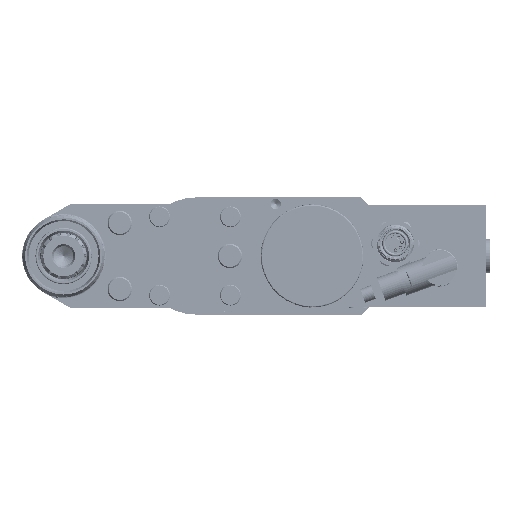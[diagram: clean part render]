
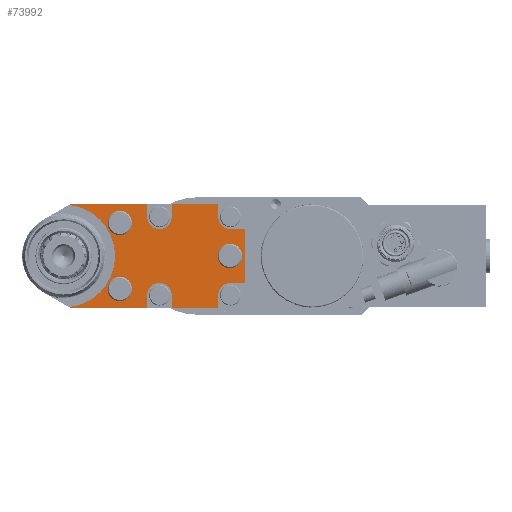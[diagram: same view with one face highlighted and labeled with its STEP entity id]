
A CAD part, left-side view. The second image highlights one B-rep face of the part: STEP entity #73992.
In plain terms, the highlighted planar face has unit normal (-1, 0, 0).
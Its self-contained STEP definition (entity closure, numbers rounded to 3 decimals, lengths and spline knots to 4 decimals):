
#835=FACE_BOUND('',#21321,.T.);
#836=FACE_BOUND('',#21322,.T.);
#837=FACE_BOUND('',#21323,.T.);
#1320=PLANE('',#78387);
#3719=LINE('',#106415,#9882);
#3982=LINE('',#107651,#10145);
#3986=LINE('',#107687,#10149);
#3987=LINE('',#107689,#10150);
#3988=LINE('',#107693,#10151);
#3989=LINE('',#107695,#10152);
#3990=LINE('',#107697,#10153);
#3991=LINE('',#107701,#10154);
#3992=LINE('',#107703,#10155);
#3993=LINE('',#107705,#10156);
#3994=LINE('',#107709,#10157);
#3995=LINE('',#107711,#10158);
#3996=LINE('',#107713,#10159);
#3997=LINE('',#107717,#10160);
#3998=LINE('',#107718,#10161);
#9882=VECTOR('',#85074,0.0763);
#10145=VECTOR('',#86073,0.0763);
#10149=VECTOR('',#86107,3.1234);
#10150=VECTOR('',#86108,0.525);
#10151=VECTOR('',#86111,0.525);
#10152=VECTOR('',#86112,1.9);
#10153=VECTOR('',#86113,0.525);
#10154=VECTOR('',#86116,0.586);
#10155=VECTOR('',#86117,2.2);
#10156=VECTOR('',#86118,0.586);
#10157=VECTOR('',#86121,0.525);
#10158=VECTOR('',#86122,1.9);
#10159=VECTOR('',#86123,0.525);
#10160=VECTOR('',#86126,0.525);
#10161=VECTOR('',#86127,3.1234);
#17173=FACE_OUTER_BOUND('',#21320,.T.);
#21320=EDGE_LOOP('',(#50274,#50275,#50276,#50277,#50278,#50279,#50280,#50281,
#50282,#50283,#50284,#50285,#50286,#50287,#50288,#50289,#50290,#50291,#50292,
#50293));
#21321=EDGE_LOOP('',(#50294));
#21322=EDGE_LOOP('',(#50295));
#21323=EDGE_LOOP('',(#50296));
#27653=CIRCLE('',#78386,2.1);
#27654=CIRCLE('',#78388,0.5);
#27655=CIRCLE('',#78389,0.5);
#27656=CIRCLE('',#78390,0.5);
#27657=CIRCLE('',#78391,0.5);
#27658=CIRCLE('',#78392,0.3);
#27659=CIRCLE('',#78393,0.3);
#27660=CIRCLE('',#78394,0.3);
#30424=VERTEX_POINT('',#106412);
#30425=VERTEX_POINT('',#106414);
#30706=VERTEX_POINT('',#107648);
#30707=VERTEX_POINT('',#107650);
#30716=VERTEX_POINT('',#107686);
#30717=VERTEX_POINT('',#107688);
#30718=VERTEX_POINT('',#107690);
#30719=VERTEX_POINT('',#107692);
#30720=VERTEX_POINT('',#107694);
#30721=VERTEX_POINT('',#107696);
#30722=VERTEX_POINT('',#107698);
#30723=VERTEX_POINT('',#107700);
#30724=VERTEX_POINT('',#107702);
#30725=VERTEX_POINT('',#107704);
#30726=VERTEX_POINT('',#107706);
#30727=VERTEX_POINT('',#107708);
#30728=VERTEX_POINT('',#107710);
#30729=VERTEX_POINT('',#107712);
#30730=VERTEX_POINT('',#107714);
#30731=VERTEX_POINT('',#107716);
#30732=VERTEX_POINT('',#107719);
#30733=VERTEX_POINT('',#107721);
#30734=VERTEX_POINT('',#107723);
#37936=EDGE_CURVE('',#30424,#30425,#3719,.T.);
#38385=EDGE_CURVE('',#30706,#30707,#3982,.T.);
#38399=EDGE_CURVE('',#30707,#30424,#27653,.T.);
#38400=EDGE_CURVE('',#30716,#30706,#3986,.T.);
#38401=EDGE_CURVE('',#30717,#30716,#3987,.T.);
#38402=EDGE_CURVE('',#30718,#30717,#27654,.T.);
#38403=EDGE_CURVE('',#30718,#30719,#3988,.T.);
#38404=EDGE_CURVE('',#30720,#30719,#3989,.T.);
#38405=EDGE_CURVE('',#30721,#30720,#3990,.T.);
#38406=EDGE_CURVE('',#30722,#30721,#27655,.T.);
#38407=EDGE_CURVE('',#30722,#30723,#3991,.T.);
#38408=EDGE_CURVE('',#30724,#30723,#3992,.T.);
#38409=EDGE_CURVE('',#30725,#30724,#3993,.T.);
#38410=EDGE_CURVE('',#30726,#30725,#27656,.T.);
#38411=EDGE_CURVE('',#30726,#30727,#3994,.T.);
#38412=EDGE_CURVE('',#30728,#30727,#3995,.T.);
#38413=EDGE_CURVE('',#30729,#30728,#3996,.T.);
#38414=EDGE_CURVE('',#30730,#30729,#27657,.T.);
#38415=EDGE_CURVE('',#30730,#30731,#3997,.T.);
#38416=EDGE_CURVE('',#30425,#30731,#3998,.T.);
#38417=EDGE_CURVE('',#30732,#30732,#27658,.T.);
#38418=EDGE_CURVE('',#30733,#30733,#27659,.T.);
#38419=EDGE_CURVE('',#30734,#30734,#27660,.T.);
#50274=ORIENTED_EDGE('',*,*,#38385,.F.);
#50275=ORIENTED_EDGE('',*,*,#38400,.F.);
#50276=ORIENTED_EDGE('',*,*,#38401,.F.);
#50277=ORIENTED_EDGE('',*,*,#38402,.F.);
#50278=ORIENTED_EDGE('',*,*,#38403,.T.);
#50279=ORIENTED_EDGE('',*,*,#38404,.F.);
#50280=ORIENTED_EDGE('',*,*,#38405,.F.);
#50281=ORIENTED_EDGE('',*,*,#38406,.F.);
#50282=ORIENTED_EDGE('',*,*,#38407,.T.);
#50283=ORIENTED_EDGE('',*,*,#38408,.F.);
#50284=ORIENTED_EDGE('',*,*,#38409,.F.);
#50285=ORIENTED_EDGE('',*,*,#38410,.F.);
#50286=ORIENTED_EDGE('',*,*,#38411,.T.);
#50287=ORIENTED_EDGE('',*,*,#38412,.F.);
#50288=ORIENTED_EDGE('',*,*,#38413,.F.);
#50289=ORIENTED_EDGE('',*,*,#38414,.F.);
#50290=ORIENTED_EDGE('',*,*,#38415,.T.);
#50291=ORIENTED_EDGE('',*,*,#38416,.F.);
#50292=ORIENTED_EDGE('',*,*,#37936,.F.);
#50293=ORIENTED_EDGE('',*,*,#38399,.F.);
#50294=ORIENTED_EDGE('',*,*,#38417,.T.);
#50295=ORIENTED_EDGE('',*,*,#38418,.T.);
#50296=ORIENTED_EDGE('',*,*,#38419,.T.);
#73992=ADVANCED_FACE('',(#17173,#835,#836,#837),#1320,.T.);
#78386=AXIS2_PLACEMENT_3D('',#107684,#86103,#86104);
#78387=AXIS2_PLACEMENT_3D('',#107685,#86105,#86106);
#78388=AXIS2_PLACEMENT_3D('',#107691,#86109,#86110);
#78389=AXIS2_PLACEMENT_3D('',#107699,#86114,#86115);
#78390=AXIS2_PLACEMENT_3D('',#107707,#86119,#86120);
#78391=AXIS2_PLACEMENT_3D('',#107715,#86124,#86125);
#78392=AXIS2_PLACEMENT_3D('',#107720,#86128,#86129);
#78393=AXIS2_PLACEMENT_3D('',#107722,#86130,#86131);
#78394=AXIS2_PLACEMENT_3D('',#107724,#86132,#86133);
#85074=DIRECTION('',(0.,-0.866,0.5));
#86073=DIRECTION('',(0.,0.866,0.5));
#86103=DIRECTION('center_axis',(-1.,0.,0.));
#86104=DIRECTION('ref_axis',(0.,-1.,0.));
#86105=DIRECTION('center_axis',(-1.,0.,0.));
#86106=DIRECTION('ref_axis',(0.,0.,
-1.));
#86107=DIRECTION('',(0.,1.,0.));
#86108=DIRECTION('',(0.,0.,-1.));
#86109=DIRECTION('center_axis',(-1.,0.,0.));
#86110=DIRECTION('ref_axis',(0.,0.,
1.));
#86111=DIRECTION('',(0.,0.,-1.));
#86112=DIRECTION('',(0.,1.,0.));
#86113=DIRECTION('',(0.,0.,-1.));
#86114=DIRECTION('center_axis',(-1.,0.,0.));
#86115=DIRECTION('ref_axis',(0.,0.,
1.));
#86116=DIRECTION('',(0.,-1.,0.));
#86117=DIRECTION('',(0.,0.,-1.));
#86118=DIRECTION('',(0.,-1.,0.));
#86119=DIRECTION('center_axis',(-1.,0.,0.));
#86120=DIRECTION('ref_axis',(0.,1.,0.));
#86121=DIRECTION('',(0.,0.,1.));
#86122=DIRECTION('',(0.,-1.,0.));
#86123=DIRECTION('',(0.,0.,1.));
#86124=DIRECTION('center_axis',(-1.,0.,0.));
#86125=DIRECTION('ref_axis',(0.,0.,
-1.));
#86126=DIRECTION('',(0.,0.,1.));
#86127=DIRECTION('',(0.,-1.,0.));
#86128=DIRECTION('center_axis',(1.,0.,0.));
#86129=DIRECTION('ref_axis',(0.,1.,0.));
#86130=DIRECTION('center_axis',(1.,0.,0.));
#86131=DIRECTION('ref_axis',(0.,1.,0.));
#86132=DIRECTION('center_axis',(1.,0.,0.));
#86133=DIRECTION('ref_axis',(0.,1.,0.));
#106412=CARTESIAN_POINT('',(3.595,4.9894,2.0869));
#106414=CARTESIAN_POINT('',(3.595,4.9233,2.125));
#106415=CARTESIAN_POINT('',(3.595,4.9894,2.0869));
#107648=CARTESIAN_POINT('',(3.595,4.9233,-2.125));
#107650=CARTESIAN_POINT('',(3.595,4.9894,-2.0869));
#107651=CARTESIAN_POINT('',(3.595,4.9233,-2.125));
#107684=CARTESIAN_POINT('Origin',(3.595,5.2239,0.));
#107685=CARTESIAN_POINT('Origin',(3.595,5.2239,0.));
#107686=CARTESIAN_POINT('',(3.595,1.7999,-2.125));
#107687=CARTESIAN_POINT('',(3.595,1.7999,-2.125));
#107688=CARTESIAN_POINT('',(3.595,1.7999,-1.6));
#107689=CARTESIAN_POINT('',(3.595,1.7999,-1.6));
#107690=CARTESIAN_POINT('',(3.595,0.7999,-1.6));
#107691=CARTESIAN_POINT('Origin',(3.595,1.2999,-1.6));
#107692=CARTESIAN_POINT('',(3.595,0.7999,-2.125));
#107693=CARTESIAN_POINT('',(3.595,0.7999,-1.6));
#107694=CARTESIAN_POINT('',(3.595,-1.1001,-2.125));
#107695=CARTESIAN_POINT('',(3.595,-1.1001,-2.125));
#107696=CARTESIAN_POINT('',(3.595,-1.1001,-1.6));
#107697=CARTESIAN_POINT('',(3.595,-1.1001,-1.6));
#107698=CARTESIAN_POINT('',(3.595,-1.6001,-1.1));
#107699=CARTESIAN_POINT('Origin',(3.595,-1.6001,-1.6));
#107700=CARTESIAN_POINT('',(3.595,-2.1861,-1.1));
#107701=CARTESIAN_POINT('',(3.595,-1.6001,-1.1));
#107702=CARTESIAN_POINT('',(3.595,-2.1861,1.1));
#107703=CARTESIAN_POINT('',(3.595,-2.1861,1.1));
#107704=CARTESIAN_POINT('',(3.595,-1.6001,1.1));
#107705=CARTESIAN_POINT('',(3.595,-1.6001,1.1));
#107706=CARTESIAN_POINT('',(3.595,-1.1001,1.6));
#107707=CARTESIAN_POINT('Origin',(3.595,-1.6001,1.6));
#107708=CARTESIAN_POINT('',(3.595,-1.1001,2.125));
#107709=CARTESIAN_POINT('',(3.595,-1.1001,1.6));
#107710=CARTESIAN_POINT('',(3.595,0.7999,2.125));
#107711=CARTESIAN_POINT('',(3.595,0.7999,2.125));
#107712=CARTESIAN_POINT('',(3.595,0.7999,1.6));
#107713=CARTESIAN_POINT('',(3.595,0.7999,1.6));
#107714=CARTESIAN_POINT('',(3.595,1.7999,1.6));
#107715=CARTESIAN_POINT('Origin',(3.595,1.2999,1.6));
#107716=CARTESIAN_POINT('',(3.595,1.7999,2.125));
#107717=CARTESIAN_POINT('',(3.595,1.7999,1.6));
#107718=CARTESIAN_POINT('',(3.595,4.9233,2.125));
#107719=CARTESIAN_POINT('',(3.595,2.6239,1.35));
#107720=CARTESIAN_POINT('Origin',(3.595,2.9239,1.35));
#107721=CARTESIAN_POINT('',(3.595,2.6239,-1.35));
#107722=CARTESIAN_POINT('Origin',(3.595,2.9239,-1.35));
#107723=CARTESIAN_POINT('',(3.595,-1.8761,0.));
#107724=CARTESIAN_POINT('Origin',(3.595,-1.5761,0.));
